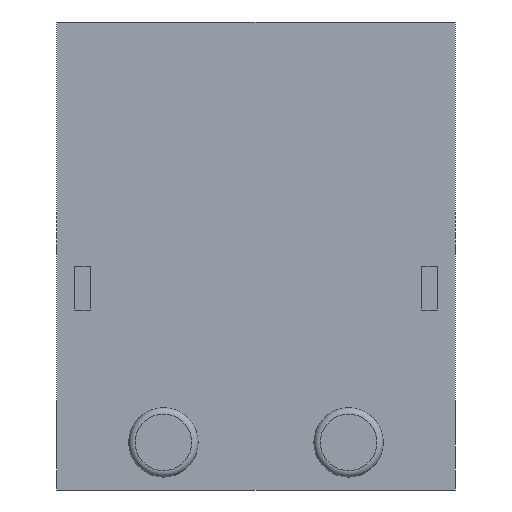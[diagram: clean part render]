
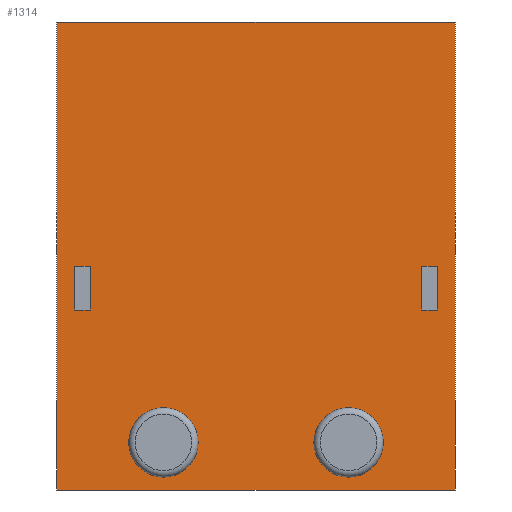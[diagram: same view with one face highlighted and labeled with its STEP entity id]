
A CAD part, front view. The second image highlights one B-rep face of the part: STEP entity #1314.
In plain terms, the highlighted planar face has unit normal (0, -1, 0).
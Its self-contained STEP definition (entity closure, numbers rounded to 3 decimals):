
#61=FACE_BOUND('',#258,.T.);
#62=FACE_BOUND('',#259,.T.);
#63=FACE_BOUND('',#260,.T.);
#64=FACE_BOUND('',#261,.T.);
#68=CIRCLE('',#1351,1.35);
#71=CIRCLE('',#1357,1.35);
#171=FACE_OUTER_BOUND('',#257,.T.);
#257=EDGE_LOOP('',(#1108,#1109,#1110,#1111));
#258=EDGE_LOOP('',(#1112,#1113,#1114,#1115));
#259=EDGE_LOOP('',(#1116,#1117,#1118,#1119));
#260=EDGE_LOOP('',(#1120));
#261=EDGE_LOOP('',(#1121));
#265=LINE('',#1760,#388);
#269=LINE('',#1768,#392);
#272=LINE('',#1774,#395);
#275=LINE('',#1779,#398);
#277=LINE('',#1785,#400);
#281=LINE('',#1793,#404);
#284=LINE('',#1799,#407);
#287=LINE('',#1804,#410);
#295=LINE('',#1844,#418);
#384=LINE('',#2319,#507);
#386=LINE('',#2322,#509);
#387=LINE('',#2323,#510);
#388=VECTOR('',#1439,10.);
#392=VECTOR('',#1445,10.);
#395=VECTOR('',#1450,10.);
#398=VECTOR('',#1455,10.);
#400=VECTOR('',#1461,10.);
#404=VECTOR('',#1467,10.);
#407=VECTOR('',#1472,10.);
#410=VECTOR('',#1477,10.);
#418=VECTOR('',#1521,10.);
#507=VECTOR('',#1746,10.);
#509=VECTOR('',#1750,10.);
#510=VECTOR('',#1751,10.);
#511=VERTEX_POINT('',#1758);
#512=VERTEX_POINT('',#1759);
#515=VERTEX_POINT('',#1767);
#517=VERTEX_POINT('',#1773);
#519=VERTEX_POINT('',#1783);
#520=VERTEX_POINT('',#1784);
#523=VERTEX_POINT('',#1792);
#525=VERTEX_POINT('',#1798);
#529=VERTEX_POINT('',#1813);
#532=VERTEX_POINT('',#1822);
#539=VERTEX_POINT('',#1841);
#540=VERTEX_POINT('',#1843);
#625=VERTEX_POINT('',#2316);
#626=VERTEX_POINT('',#2318);
#627=EDGE_CURVE('',#511,#512,#265,.T.);
#631=EDGE_CURVE('',#512,#515,#269,.T.);
#634=EDGE_CURVE('',#515,#517,#272,.T.);
#637=EDGE_CURVE('',#517,#511,#275,.T.);
#639=EDGE_CURVE('',#519,#520,#277,.T.);
#643=EDGE_CURVE('',#520,#523,#281,.T.);
#646=EDGE_CURVE('',#523,#525,#284,.T.);
#649=EDGE_CURVE('',#525,#519,#287,.T.);
#653=EDGE_CURVE('',#529,#529,#68,.T.);
#656=EDGE_CURVE('',#532,#532,#71,.T.);
#665=EDGE_CURVE('',#539,#540,#295,.T.);
#794=EDGE_CURVE('',#626,#625,#384,.T.);
#796=EDGE_CURVE('',#626,#539,#386,.T.);
#797=EDGE_CURVE('',#540,#625,#387,.T.);
#1108=ORIENTED_EDGE('',*,*,#796,.F.);
#1109=ORIENTED_EDGE('',*,*,#794,.T.);
#1110=ORIENTED_EDGE('',*,*,#797,.F.);
#1111=ORIENTED_EDGE('',*,*,#665,.F.);
#1112=ORIENTED_EDGE('',*,*,#627,.T.);
#1113=ORIENTED_EDGE('',*,*,#631,.T.);
#1114=ORIENTED_EDGE('',*,*,#634,.T.);
#1115=ORIENTED_EDGE('',*,*,#637,.T.);
#1116=ORIENTED_EDGE('',*,*,#639,.T.);
#1117=ORIENTED_EDGE('',*,*,#643,.T.);
#1118=ORIENTED_EDGE('',*,*,#646,.T.);
#1119=ORIENTED_EDGE('',*,*,#649,.T.);
#1120=ORIENTED_EDGE('',*,*,#656,.T.);
#1121=ORIENTED_EDGE('',*,*,#653,.T.);
#1190=PLANE('',#1432);
#1314=ADVANCED_FACE('',(#171,#61,#62,#63,#64),#1190,.T.);
#1351=AXIS2_PLACEMENT_3D('',#1814,#1489,#1490);
#1357=AXIS2_PLACEMENT_3D('',#1823,#1501,#1502);
#1432=AXIS2_PLACEMENT_3D('',#2321,#1748,#1749);
#1439=DIRECTION('',(0.,0.,1.));
#1445=DIRECTION('',(1.,0.,0.));
#1450=DIRECTION('',(0.,0.,-1.));
#1455=DIRECTION('',(-1.,0.,0.));
#1461=DIRECTION('',(0.,0.,1.));
#1467=DIRECTION('',(1.,0.,0.));
#1472=DIRECTION('',(0.,0.,-1.));
#1477=DIRECTION('',(-1.,0.,0.));
#1489=DIRECTION('center_axis',(0.,1.,0.));
#1490=DIRECTION('ref_axis',(-1.,0.,0.));
#1501=DIRECTION('center_axis',(0.,1.,0.));
#1502=DIRECTION('ref_axis',(-1.,0.,0.));
#1521=DIRECTION('',(0.,0.,1.));
#1746=DIRECTION('',(0.,0.,1.));
#1748=DIRECTION('center_axis',(0.,-1.,0.));
#1749=DIRECTION('ref_axis',(1.,0.,0.));
#1750=DIRECTION('',(-1.,0.,0.));
#1751=DIRECTION('',(1.,0.,0.));
#1758=CARTESIAN_POINT('',(-14.8,0.,7.));
#1759=CARTESIAN_POINT('',(-14.8,0.,8.7));
#1760=CARTESIAN_POINT('',(-14.8,0.,4.35));
#1767=CARTESIAN_POINT('',(-14.2,0.,8.7));
#1768=CARTESIAN_POINT('',(-14.85,0.,8.7));
#1773=CARTESIAN_POINT('',(-14.2,0.,7.));
#1774=CARTESIAN_POINT('',(-14.2,0.,3.5));
#1779=CARTESIAN_POINT('',(-15.15,0.,7.));
#1783=CARTESIAN_POINT('',(-1.3,0.,7.));
#1784=CARTESIAN_POINT('',(-1.3,0.,8.7));
#1785=CARTESIAN_POINT('',(-1.3,0.,4.35));
#1792=CARTESIAN_POINT('',(-0.7,0.,8.7));
#1793=CARTESIAN_POINT('',(-8.1,0.,8.7));
#1798=CARTESIAN_POINT('',(-0.7,0.,7.));
#1799=CARTESIAN_POINT('',(-0.7,0.,3.5));
#1804=CARTESIAN_POINT('',(-8.4,0.,7.));
#1813=CARTESIAN_POINT('',(-10.,0.,1.85));
#1814=CARTESIAN_POINT('Origin',(-11.35,0.,1.85));
#1822=CARTESIAN_POINT('',(-2.8,0.,1.85));
#1823=CARTESIAN_POINT('Origin',(-4.15,0.,1.85));
#1841=CARTESIAN_POINT('',(-15.5,0.,0.));
#1843=CARTESIAN_POINT('',(-15.5,0.,18.2));
#1844=CARTESIAN_POINT('',(-15.5,0.,0.));
#2316=CARTESIAN_POINT('',(0.,0.,18.2));
#2318=CARTESIAN_POINT('',(0.,0.,0.));
#2319=CARTESIAN_POINT('',(0.,0.,0.));
#2321=CARTESIAN_POINT('Origin',(-15.5,0.,0.));
#2322=CARTESIAN_POINT('',(0.,0.,0.));
#2323=CARTESIAN_POINT('',(0.,0.,18.2));
